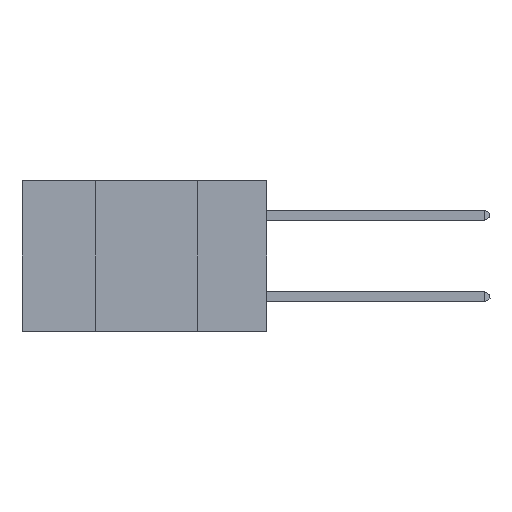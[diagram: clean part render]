
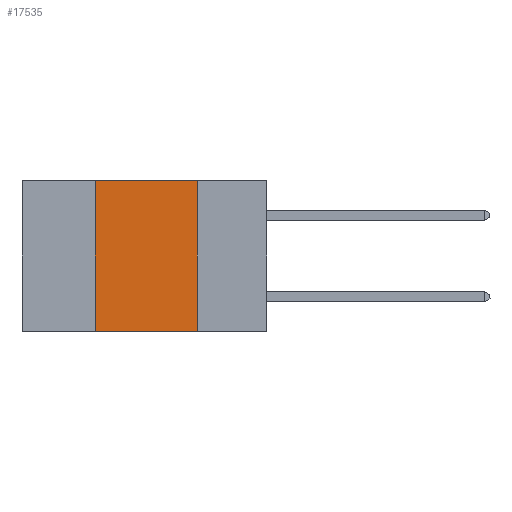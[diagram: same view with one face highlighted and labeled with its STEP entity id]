
A CAD part, left-side view. The second image highlights one B-rep face of the part: STEP entity #17535.
In plain terms, the highlighted planar face has unit normal (-1, 0, 0).
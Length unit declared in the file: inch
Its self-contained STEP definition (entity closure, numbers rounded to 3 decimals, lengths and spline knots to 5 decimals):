
#295 = ORIENTED_EDGE ( 'NONE', *, *, #19036, .F. ) ;
#2203 = CARTESIAN_POINT ( 'NONE',  ( 0., 0.6, -0.37 ) ) ;
#2720 = LINE ( 'NONE', #23031, #16369 ) ;
#3188 = VERTEX_POINT ( 'NONE', #12403 ) ;
#4747 = DIRECTION ( 'NONE',  ( 0., -1., 0. ) ) ;
#5096 = CARTESIAN_POINT ( 'NONE',  ( 0., 0.17, -0.37 ) ) ;
#5316 = CARTESIAN_POINT ( 'NONE',  ( 0., 0.42, -0.37 ) ) ;
#5995 = EDGE_CURVE ( 'NONE', #11581, #6224, #13637, .T. ) ;
#6224 = VERTEX_POINT ( 'NONE', #5096 ) ;
#6487 = ORIENTED_EDGE ( 'NONE', *, *, #5995, .T. ) ;
#7533 = EDGE_CURVE ( 'NONE', #3188, #6224, #22630, .T. ) ;
#7739 = FACE_OUTER_BOUND ( 'NONE', #9391, .T. ) ;
#7904 = CARTESIAN_POINT ( 'NONE',  ( 0., 0.6, 0. ) ) ;
#8120 = VECTOR ( 'NONE', #8871, 39.37008 ) ;
#8871 = DIRECTION ( 'NONE',  ( 0., 0., -1. ) ) ;
#9391 = EDGE_LOOP ( 'NONE', ( #12817, #18792, #295, #6487 ) ) ;
#9755 = DIRECTION ( 'NONE',  ( 0., 0., -1. ) ) ;
#10276 = CARTESIAN_POINT ( 'NONE',  ( 0., 0.6, 0. ) ) ;
#11307 = CARTESIAN_POINT ( 'NONE',  ( 0., 0.42, 0. ) ) ;
#11547 = DIRECTION ( 'NONE',  ( 0., -1., 0. ) ) ;
#11581 = VERTEX_POINT ( 'NONE', #5316 ) ;
#11861 = LINE ( 'NONE', #10276, #15637 ) ;
#12394 = VERTEX_POINT ( 'NONE', #11307 ) ;
#12403 = CARTESIAN_POINT ( 'NONE',  ( 0., 0.17, 0. ) ) ;
#12817 = ORIENTED_EDGE ( 'NONE', *, *, #7533, .F. ) ;
#13637 = LINE ( 'NONE', #2203, #17928 ) ;
#15637 = VECTOR ( 'NONE', #4747, 39.37008 ) ;
#16369 = VECTOR ( 'NONE', #17722, 39.37008 ) ;
#16757 = EDGE_CURVE ( 'NONE', #12394, #3188, #11861, .T. ) ;
#17015 = PLANE ( 'NONE',  #17233 ) ;
#17233 = AXIS2_PLACEMENT_3D ( 'NONE', #7904, #20664, #9755 ) ;
#17535 = ADVANCED_FACE ( 'NONE', ( #7739 ), #17015, .F. ) ;
#17722 = DIRECTION ( 'NONE',  ( 0., 0., 1. ) ) ;
#17928 = VECTOR ( 'NONE', #11547, 39.37008 ) ;
#18792 = ORIENTED_EDGE ( 'NONE', *, *, #16757, .F. ) ;
#19036 = EDGE_CURVE ( 'NONE', #11581, #12394, #2720, .T. ) ;
#19787 = CARTESIAN_POINT ( 'NONE',  ( 0., 0.17, 0. ) ) ;
#20664 = DIRECTION ( 'NONE',  ( 1., 0., 0. ) ) ;
#22630 = LINE ( 'NONE', #19787, #8120 ) ;
#23031 = CARTESIAN_POINT ( 'NONE',  ( 0., 0.42, 0. ) ) ;
